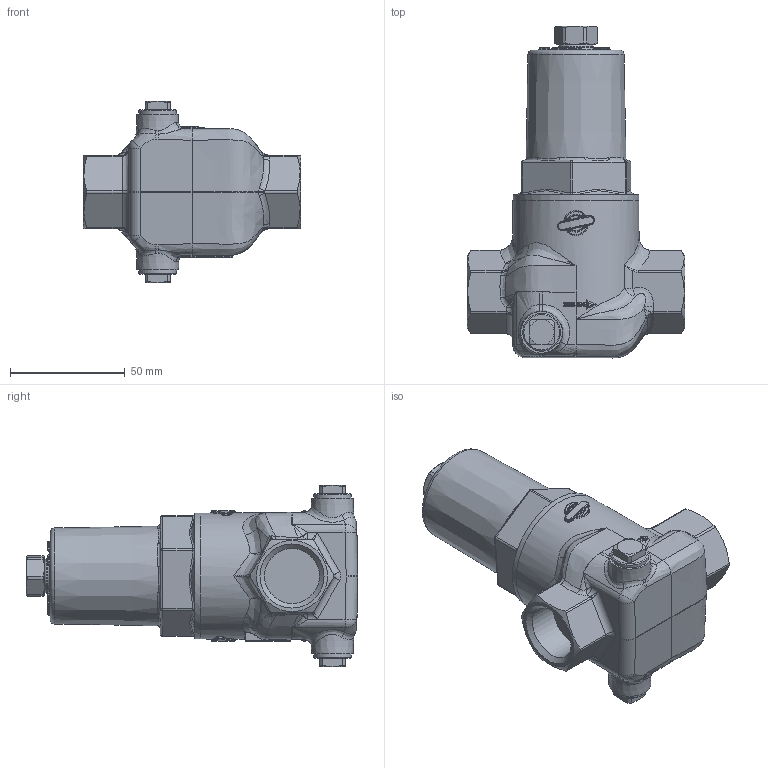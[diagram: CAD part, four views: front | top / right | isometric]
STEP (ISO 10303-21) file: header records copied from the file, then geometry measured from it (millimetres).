
FILE_DESCRIPTION(/* description */ (''),/* implementation_level */ '2;1');
FILE_NAME(/* name */ '070203.stp',/* time_stamp */ '2014-09-02T16:45:45+02:00',/* author */ ('powierski'),/* organization */ (''),/* preprocessor_version */ 'ST-DEVELOPER v15.2',/* originating_system */ 'Autodesk Inventor 2014',/* authorisation */ '');
FILE_SCHEMA (('AUTOMOTIVE_DESIGN { 1 0 10303 214 3 1 1 }'));
Length unit declared in the file: millimetre
Products named in the file (1): 070203_Shrinkwrap_1
Bounding box: 95 x 144.87 x 79 mm (x, y, z)
Volume: 314453.3 mm3; surface area: 35615.4 mm2
Topology: 1 solids, 2 shells, 768 faces, 1979 edges, 1216 vertices
Faces by surface type: bspline 376, plane 164, cylinder 125, sphere 38, cone 36, torus 29
Full cylindrical faces by diameter (mm): 10 x1, 10.2 x1, 15 x1, 16.5 x2, 24 x2, 55 x2
Entity records: 37295 total; most frequent: CARTESIAN_POINT 21067, ORIENTED_EDGE 3844, DIRECTION 2163, EDGE_CURVE 1921, VERTEX_POINT 1205, B_SPLINE_CURVE_WITH_KNOTS 1008, AXIS2_PLACEMENT_3D 909, EDGE_LOOP 818
